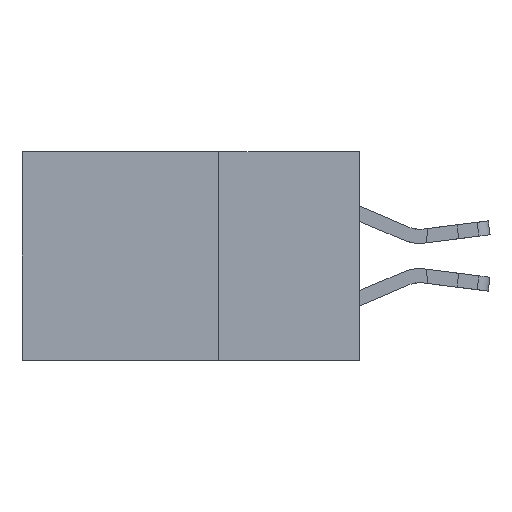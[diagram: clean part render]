
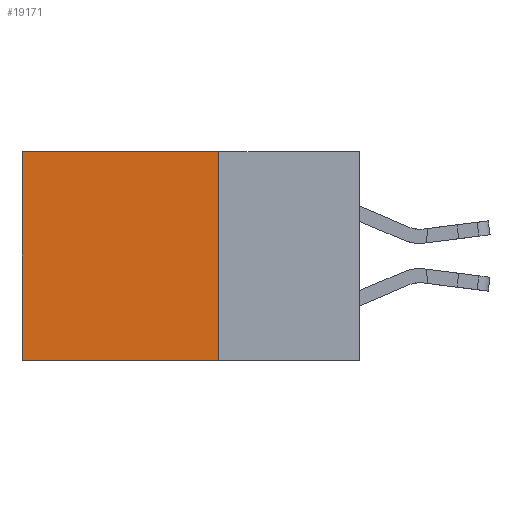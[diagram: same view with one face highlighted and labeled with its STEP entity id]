
A CAD part, left-side view. The second image highlights one B-rep face of the part: STEP entity #19171.
In plain terms, the highlighted planar face has unit normal (-1, 0, 0).
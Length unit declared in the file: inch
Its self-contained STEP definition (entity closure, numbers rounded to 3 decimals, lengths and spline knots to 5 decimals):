
#205 = CARTESIAN_POINT ( 'NONE',  ( 0.2875, 0.25, 0. ) ) ;
#2864 = CARTESIAN_POINT ( 'NONE',  ( 0.2875, 0.25, 0. ) ) ;
#4414 = CARTESIAN_POINT ( 'NONE',  ( 0.2875, 0.25, -0.37 ) ) ;
#5658 = ORIENTED_EDGE ( 'NONE', *, *, #13059, .F. ) ;
#5659 = LINE ( 'NONE', #16655, #11813 ) ;
#5724 = VECTOR ( 'NONE', #16949, 39.37008 ) ;
#5896 = EDGE_CURVE ( 'NONE', #15327, #15041, #16716, .T. ) ;
#6392 = LINE ( 'NONE', #2864, #10389 ) ;
#6806 = DIRECTION ( 'NONE',  ( 0., 0., -1. ) ) ;
#6943 = VERTEX_POINT ( 'NONE', #14518 ) ;
#6948 = DIRECTION ( 'NONE',  ( 0., 1., 0. ) ) ;
#7053 = DIRECTION ( 'NONE',  ( 1., 0., 0. ) ) ;
#7553 = FACE_OUTER_BOUND ( 'NONE', #19071, .T. ) ;
#9656 = CARTESIAN_POINT ( 'NONE',  ( 0.2875, 0.6, -0.37 ) ) ;
#9936 = EDGE_CURVE ( 'NONE', #21399, #6943, #22283, .T. ) ;
#10389 = VECTOR ( 'NONE', #16517, 39.37008 ) ;
#11246 = ORIENTED_EDGE ( 'NONE', *, *, #9936, .T. ) ;
#11813 = VECTOR ( 'NONE', #12961, 39.37008 ) ;
#12767 = ORIENTED_EDGE ( 'NONE', *, *, #16120, .T. ) ;
#12961 = DIRECTION ( 'NONE',  ( 0., 0., -1. ) ) ;
#13027 = VECTOR ( 'NONE', #6948, 39.37008 ) ;
#13059 = EDGE_CURVE ( 'NONE', #21399, #15327, #6392, .T. ) ;
#14518 = CARTESIAN_POINT ( 'NONE',  ( 0.2875, 0.6, 0. ) ) ;
#15041 = VERTEX_POINT ( 'NONE', #9656 ) ;
#15327 = VERTEX_POINT ( 'NONE', #4414 ) ;
#16120 = EDGE_CURVE ( 'NONE', #6943, #15041, #5659, .T. ) ;
#16517 = DIRECTION ( 'NONE',  ( 0., 0., -1. ) ) ;
#16655 = CARTESIAN_POINT ( 'NONE',  ( 0.2875, 0.6, 0. ) ) ;
#16716 = LINE ( 'NONE', #24496, #13027 ) ;
#16949 = DIRECTION ( 'NONE',  ( 0., 1., 0. ) ) ;
#18472 = PLANE ( 'NONE',  #21027 ) ;
#19071 = EDGE_LOOP ( 'NONE', ( #12767, #23431, #5658, #11246 ) ) ;
#19171 = ADVANCED_FACE ( 'NONE', ( #7553 ), #18472, .F. ) ;
#21027 = AXIS2_PLACEMENT_3D ( 'NONE', #22430, #7053, #6806 ) ;
#21399 = VERTEX_POINT ( 'NONE', #205 ) ;
#22283 = LINE ( 'NONE', #24935, #5724 ) ;
#22430 = CARTESIAN_POINT ( 'NONE',  ( 0.2875, 0.25, 0. ) ) ;
#23431 = ORIENTED_EDGE ( 'NONE', *, *, #5896, .F. ) ;
#24496 = CARTESIAN_POINT ( 'NONE',  ( 0.2875, 0.25, -0.37 ) ) ;
#24935 = CARTESIAN_POINT ( 'NONE',  ( 0.2875, 0.25, 0. ) ) ;
